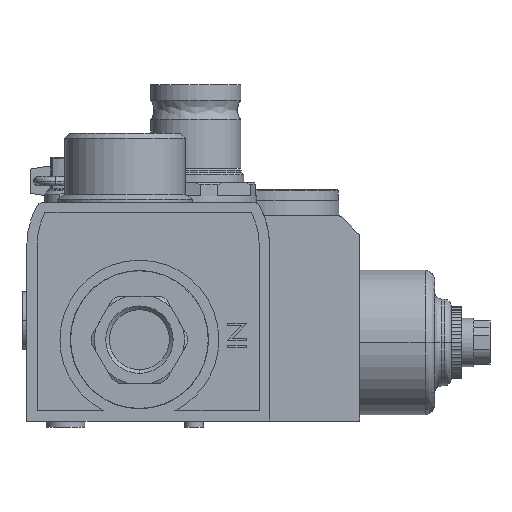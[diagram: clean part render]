
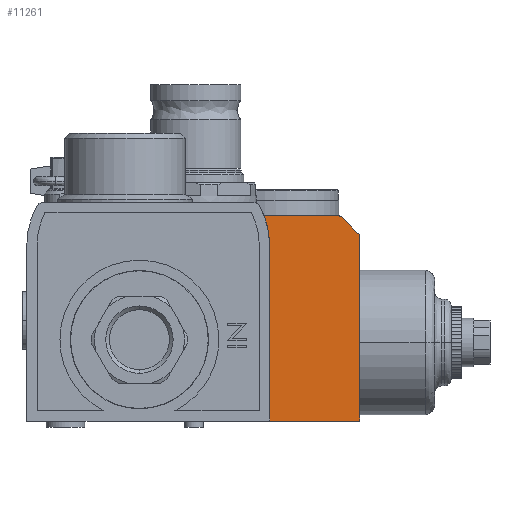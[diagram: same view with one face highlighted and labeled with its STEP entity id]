
A CAD part, left-side view. The second image highlights one B-rep face of the part: STEP entity #11261.
In plain terms, the highlighted planar face has unit normal (-1, 0, 0).
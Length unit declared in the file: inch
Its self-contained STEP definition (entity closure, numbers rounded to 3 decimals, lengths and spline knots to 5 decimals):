
#177 = DIRECTION ( 'NONE',  ( 0., 0., 1. ) ) ;
#281 = VERTEX_POINT ( 'NONE', #17262 ) ;
#465 = CARTESIAN_POINT ( 'NONE',  ( 0.03937, -2.67494, 1.30183 ) ) ;
#611 = DIRECTION ( 'NONE',  ( 0., -0.707, -0.707 ) ) ;
#717 = DIRECTION ( 'NONE',  ( 1., 0., 0. ) ) ;
#1377 = VECTOR ( 'NONE', #26239, 39.37008 ) ;
#1653 = DIRECTION ( 'NONE',  ( 0., -1., 0. ) ) ;
#1773 = CARTESIAN_POINT ( 'NONE',  ( 0.03937, -2.62205, 1.51575 ) ) ;
#2035 = AXIS2_PLACEMENT_3D ( 'NONE', #12951, #28341, #15122 ) ;
#2171 = VERTEX_POINT ( 'NONE', #5983 ) ;
#2625 = CARTESIAN_POINT ( 'NONE',  ( 0.03937, -2.69685, 1.24894 ) ) ;
#2747 = CARTESIAN_POINT ( 'NONE',  ( 0.03937, -2.48293, 1.49384 ) ) ;
#5983 = CARTESIAN_POINT ( 'NONE',  ( 0.03937, -1.59291, -0.99606 ) ) ;
#6392 = DIRECTION ( 'NONE',  ( 1., 0., 0. ) ) ;
#7089 = EDGE_CURVE ( 'NONE', #9878, #281, #20203, .T. ) ;
#7215 = LINE ( 'NONE', #19598, #1377 ) ;
#7465 = ORIENTED_EDGE ( 'NONE', *, *, #14296, .F. ) ;
#8277 = ORIENTED_EDGE ( 'NONE', *, *, #16676, .T. ) ;
#8984 = VERTEX_POINT ( 'NONE', #20637 ) ;
#9878 = VERTEX_POINT ( 'NONE', #26798 ) ;
#10253 = DIRECTION ( 'NONE',  ( -1., 0., 0. ) ) ;
#10279 = VERTEX_POINT ( 'NONE', #24084 ) ;
#10369 = ORIENTED_EDGE ( 'NONE', *, *, #15548, .T. ) ;
#10871 = LINE ( 'NONE', #1773, #21857 ) ;
#11261 = ADVANCED_FACE ( 'NONE', ( #14602 ), #17228, .F. ) ;
#12816 = VECTOR ( 'NONE', #1653, 39.37008 ) ;
#12951 = CARTESIAN_POINT ( 'NONE',  ( 0.03937, -2.62205, 1.24894 ) ) ;
#13868 = CARTESIAN_POINT ( 'NONE',  ( 0.03937, -2.43004, 1.44094 ) ) ;
#14041 = LINE ( 'NONE', #2747, #25070 ) ;
#14296 = EDGE_CURVE ( 'NONE', #17382, #8984, #27760, .T. ) ;
#14602 = FACE_OUTER_BOUND ( 'NONE', #20072, .T. ) ;
#14779 = CARTESIAN_POINT ( 'NONE',  ( 0.03937, -1.59291, -0.99606 ) ) ;
#14822 = ORIENTED_EDGE ( 'NONE', *, *, #19721, .F. ) ;
#15122 = DIRECTION ( 'NONE',  ( 0., 1., 0. ) ) ;
#15523 = CARTESIAN_POINT ( 'NONE',  ( 0.03937, -2.69685, 1.24894 ) ) ;
#15548 = EDGE_CURVE ( 'NONE', #2171, #10279, #24509, .T. ) ;
#16061 = DIRECTION ( 'NONE',  ( 0., -1., 0. ) ) ;
#16165 = CARTESIAN_POINT ( 'NONE',  ( 0.03937, -1.59291, 1.15748 ) ) ;
#16676 = EDGE_CURVE ( 'NONE', #10279, #26618, #17641, .T. ) ;
#17228 = PLANE ( 'NONE',  #2035 ) ;
#17262 = CARTESIAN_POINT ( 'NONE',  ( 0.03937, -2.48293, 1.49384 ) ) ;
#17382 = VERTEX_POINT ( 'NONE', #16165 ) ;
#17641 = LINE ( 'NONE', #15523, #23483 ) ;
#17722 = EDGE_CURVE ( 'NONE', #2171, #17382, #7215, .T. ) ;
#19169 = EDGE_CURVE ( 'NONE', #27275, #26618, #24013, .T. ) ;
#19525 = CARTESIAN_POINT ( 'NONE',  ( 0.03937, -2.62205, 1.24894 ) ) ;
#19598 = CARTESIAN_POINT ( 'NONE',  ( 0.03937, -1.59291, 1.24894 ) ) ;
#19721 = EDGE_CURVE ( 'NONE', #8984, #9878, #10871, .T. ) ;
#20072 = EDGE_LOOP ( 'NONE', ( #7465, #27780, #10369, #8277, #26422, #24597, #27654, #14822 ) ) ;
#20203 = CIRCLE ( 'NONE', #20991, 0.0748 ) ;
#20637 = CARTESIAN_POINT ( 'NONE',  ( 0.03937, -1.52625, 1.51575 ) ) ;
#20991 = AXIS2_PLACEMENT_3D ( 'NONE', #13868, #717, #16061 ) ;
#21729 = DIRECTION ( 'NONE',  ( 0., -1., 0. ) ) ;
#21857 = VECTOR ( 'NONE', #28081, 39.37008 ) ;
#23380 = CARTESIAN_POINT ( 'NONE',  ( 0.03937, -0.59685, 1.15748 ) ) ;
#23483 = VECTOR ( 'NONE', #177, 39.37008 ) ;
#24013 = CIRCLE ( 'NONE', #25941, 0.0748 ) ;
#24084 = CARTESIAN_POINT ( 'NONE',  ( 0.03937, -2.69685, -0.99606 ) ) ;
#24281 = EDGE_CURVE ( 'NONE', #281, #27275, #14041, .T. ) ;
#24509 = LINE ( 'NONE', #14779, #12816 ) ;
#24597 = ORIENTED_EDGE ( 'NONE', *, *, #24281, .F. ) ;
#25070 = VECTOR ( 'NONE', #611, 39.37008 ) ;
#25625 = DIRECTION ( 'NONE',  ( 0., -1., 0. ) ) ;
#25941 = AXIS2_PLACEMENT_3D ( 'NONE', #19525, #6392, #21729 ) ;
#26239 = DIRECTION ( 'NONE',  ( 0., 0., 1. ) ) ;
#26422 = ORIENTED_EDGE ( 'NONE', *, *, #19169, .F. ) ;
#26618 = VERTEX_POINT ( 'NONE', #2625 ) ;
#26798 = CARTESIAN_POINT ( 'NONE',  ( 0.03937, -2.43004, 1.51575 ) ) ;
#27275 = VERTEX_POINT ( 'NONE', #465 ) ;
#27321 = AXIS2_PLACEMENT_3D ( 'NONE', #23380, #10253, #25625 ) ;
#27654 = ORIENTED_EDGE ( 'NONE', *, *, #7089, .F. ) ;
#27760 = CIRCLE ( 'NONE', #27321, 0.99606 ) ;
#27780 = ORIENTED_EDGE ( 'NONE', *, *, #17722, .F. ) ;
#28081 = DIRECTION ( 'NONE',  ( 0., -1., 0. ) ) ;
#28341 = DIRECTION ( 'NONE',  ( 1., 0., 0. ) ) ;
